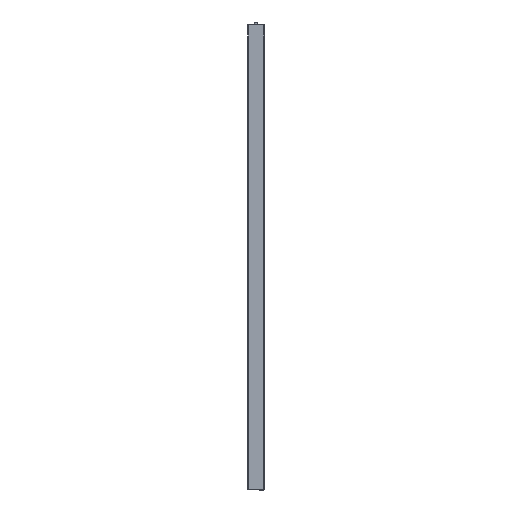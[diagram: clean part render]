
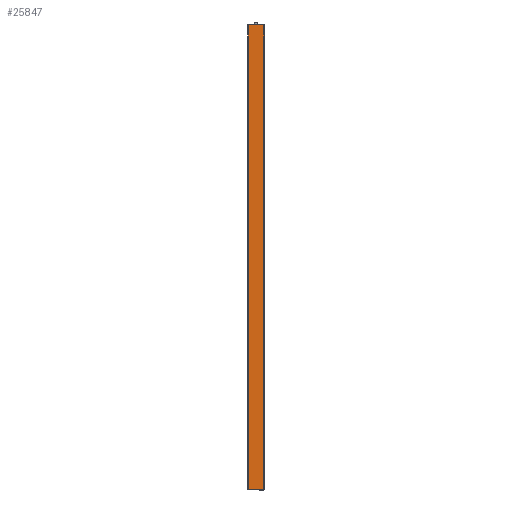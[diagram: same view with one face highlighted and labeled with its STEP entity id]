
A CAD part, left-side view. The second image highlights one B-rep face of the part: STEP entity #25847.
In plain terms, the highlighted planar face has unit normal (-1, 0.024, 0).
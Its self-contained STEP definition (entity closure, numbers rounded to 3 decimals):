
#1388 = DIRECTION ( 'NONE',  ( 0.024, 1., 0. ) ) ;
#1668 = LINE ( 'NONE', #9732, #51806 ) ;
#1766 = VERTEX_POINT ( 'NONE', #15185 ) ;
#4920 = DIRECTION ( 'NONE',  ( 1., -0.024, 0. ) ) ;
#5048 = VERTEX_POINT ( 'NONE', #43973 ) ;
#5853 = DIRECTION ( 'NONE',  ( 0., 0., 1. ) ) ;
#6537 = EDGE_CURVE ( 'NONE', #1766, #5048, #47358, .T. ) ;
#6709 = CARTESIAN_POINT ( 'NONE',  ( -6.102, -0.281, -542. ) ) ;
#7531 = VECTOR ( 'NONE', #5853, 1000. ) ;
#7791 = CARTESIAN_POINT ( 'NONE',  ( -5.227, 36.312, -542. ) ) ;
#9550 = LINE ( 'NONE', #17368, #15767 ) ;
#9732 = CARTESIAN_POINT ( 'NONE',  ( -6.102, -0.281, -542. ) ) ;
#10178 = ORIENTED_EDGE ( 'NONE', *, *, #33435, .T. ) ;
#10462 = LINE ( 'NONE', #6709, #7531 ) ;
#10705 = VERTEX_POINT ( 'NONE', #38363 ) ;
#13318 = VECTOR ( 'NONE', #43005, 1000. ) ;
#14953 = ORIENTED_EDGE ( 'NONE', *, *, #47149, .T. ) ;
#15185 = CARTESIAN_POINT ( 'NONE',  ( -5.227, 36.312, -542. ) ) ;
#15767 = VECTOR ( 'NONE', #18210, 1000. ) ;
#16595 = CARTESIAN_POINT ( 'NONE',  ( -6.102, -0.281, -542. ) ) ;
#17368 = CARTESIAN_POINT ( 'NONE',  ( -6.102, -0.281, 542. ) ) ;
#18210 = DIRECTION ( 'NONE',  ( 0.024, 1., 0. ) ) ;
#20735 = AXIS2_PLACEMENT_3D ( 'NONE', #52846, #4920, #26837 ) ;
#25847 = ADVANCED_FACE ( 'NONE', ( #45031 ), #36075, .F. ) ;
#26837 = DIRECTION ( 'NONE',  ( 0.024, 1., 0. ) ) ;
#28166 = ORIENTED_EDGE ( 'NONE', *, *, #30975, .F. ) ;
#29491 = EDGE_LOOP ( 'NONE', ( #14953, #37667, #28166, #10178 ) ) ;
#30975 = EDGE_CURVE ( 'NONE', #40048, #1766, #1668, .T. ) ;
#33435 = EDGE_CURVE ( 'NONE', #40048, #10705, #10462, .T. ) ;
#36075 = PLANE ( 'NONE',  #20735 ) ;
#37667 = ORIENTED_EDGE ( 'NONE', *, *, #6537, .F. ) ;
#38363 = CARTESIAN_POINT ( 'NONE',  ( -6.102, -0.281, 542. ) ) ;
#40048 = VERTEX_POINT ( 'NONE', #16595 ) ;
#43005 = DIRECTION ( 'NONE',  ( 0., 0., 1. ) ) ;
#43973 = CARTESIAN_POINT ( 'NONE',  ( -5.227, 36.312, 542. ) ) ;
#45031 = FACE_OUTER_BOUND ( 'NONE', #29491, .T. ) ;
#47149 = EDGE_CURVE ( 'NONE', #10705, #5048, #9550, .T. ) ;
#47358 = LINE ( 'NONE', #7791, #13318 ) ;
#51806 = VECTOR ( 'NONE', #1388, 1000. ) ;
#52846 = CARTESIAN_POINT ( 'NONE',  ( -6.102, -0.281, -542. ) ) ;
